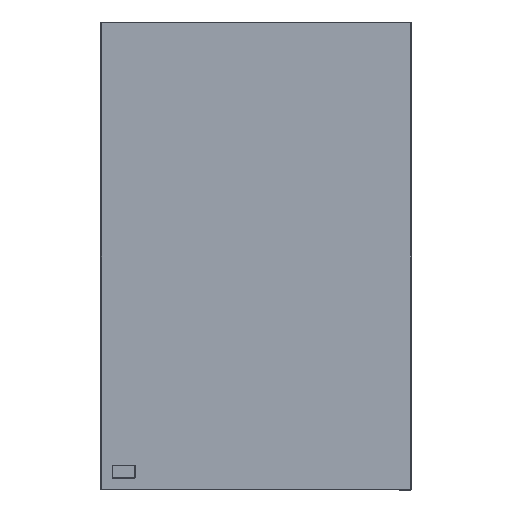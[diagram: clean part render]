
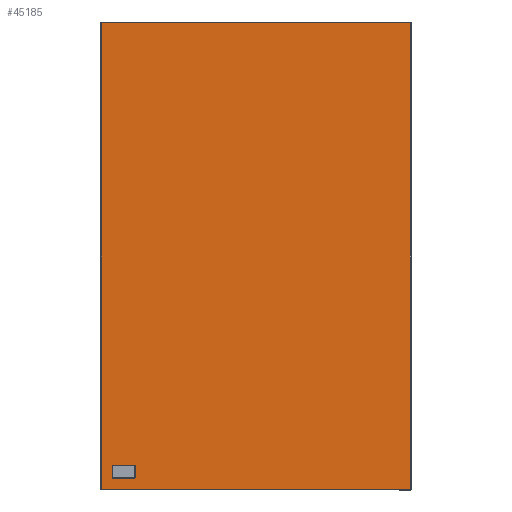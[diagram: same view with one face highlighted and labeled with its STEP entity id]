
A CAD part, left-side view. The second image highlights one B-rep face of the part: STEP entity #45185.
In plain terms, the highlighted planar face has unit normal (-1, 0, 0).
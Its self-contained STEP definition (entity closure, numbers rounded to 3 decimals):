
#44824=CARTESIAN_POINT('',(-820.695,3535.565,0.8));
#44825=VERTEX_POINT('',#44824);
#44826=CARTESIAN_POINT('',(-820.695,3937.302,0.8));
#44827=VERTEX_POINT('',#44826);
#44828=CARTESIAN_POINT('',(-820.695,3535.565,0.8));
#44829=DIRECTION('',(0.0,1.0,0.0));
#44830=VECTOR('',#44829,401.737);
#44831=LINE('',#44828,#44830);
#44832=EDGE_CURVE('',#44825,#44827,#44831,.T.);
#44864=CARTESIAN_POINT('',(-820.695,3937.633,1.131));
#44865=VERTEX_POINT('',#44864);
#44866=CARTESIAN_POINT('',(-820.695,3937.302,0.8));
#44867=DIRECTION('',(0.0,0.707,0.707));
#44868=VECTOR('',#44867,0.469);
#44869=LINE('',#44866,#44868);
#44870=EDGE_CURVE('',#44827,#44865,#44869,.T.);
#44895=CARTESIAN_POINT('',(-820.695,3937.633,608.369));
#44896=VERTEX_POINT('',#44895);
#44897=CARTESIAN_POINT('',(-820.695,3937.633,1.131));
#44898=DIRECTION('',(0.0,0.0,1.0));
#44899=VECTOR('',#44898,607.237);
#44900=LINE('',#44897,#44899);
#44901=EDGE_CURVE('',#44865,#44896,#44900,.T.);
#44935=CARTESIAN_POINT('',(-820.695,3937.302,608.7));
#44936=VERTEX_POINT('',#44935);
#44937=CARTESIAN_POINT('',(-820.695,3937.633,608.369));
#44938=DIRECTION('',(0.0,-0.707,0.707));
#44939=VECTOR('',#44938,0.469);
#44940=LINE('',#44937,#44939);
#44941=EDGE_CURVE('',#44896,#44936,#44940,.T.);
#44966=CARTESIAN_POINT('',(-820.695,3535.565,608.7));
#44967=VERTEX_POINT('',#44966);
#44968=CARTESIAN_POINT('',(-820.695,3937.302,608.7));
#44969=DIRECTION('',(0.0,-1.0,0.0));
#44970=VECTOR('',#44969,401.737);
#44971=LINE('',#44968,#44970);
#44972=EDGE_CURVE('',#44936,#44967,#44971,.T.);
#44997=CARTESIAN_POINT('',(-820.695,3535.233,608.369));
#44998=VERTEX_POINT('',#44997);
#44999=CARTESIAN_POINT('',(-820.695,3535.565,608.7));
#45000=DIRECTION('',(0.0,-0.707,-0.707));
#45001=VECTOR('',#45000,0.469);
#45002=LINE('',#44999,#45001);
#45003=EDGE_CURVE('',#44967,#44998,#45002,.T.);
#45028=CARTESIAN_POINT('',(-820.695,3535.233,1.131));
#45029=VERTEX_POINT('',#45028);
#45030=CARTESIAN_POINT('',(-820.695,3535.233,608.369));
#45031=DIRECTION('',(0.0,0.0,-1.0));
#45032=VECTOR('',#45031,607.237);
#45033=LINE('',#45030,#45032);
#45034=EDGE_CURVE('',#44998,#45029,#45033,.T.);
#45057=CARTESIAN_POINT('',(-820.695,3535.233,1.131));
#45058=DIRECTION('',(0.0,0.707,-0.707));
#45059=VECTOR('',#45058,0.469);
#45060=LINE('',#45057,#45059);
#45061=EDGE_CURVE('',#45029,#44825,#45060,.T.);
#45170=CARTESIAN_POINT('',(-820.695,3736.433,0.799));
#45171=DIRECTION('',(-1.0,0.0,0.0));
#45172=DIRECTION('',(0.0,0.0,1.0));
#45173=AXIS2_PLACEMENT_3D('',#45170,#45171,#45172);
#45174=PLANE('',#45173);
#45175=ORIENTED_EDGE('',*,*,#44832,.F.);
#45176=ORIENTED_EDGE('',*,*,#45061,.F.);
#45177=ORIENTED_EDGE('',*,*,#45034,.F.);
#45178=ORIENTED_EDGE('',*,*,#45003,.F.);
#45179=ORIENTED_EDGE('',*,*,#44972,.F.);
#45180=ORIENTED_EDGE('',*,*,#44941,.F.);
#45181=ORIENTED_EDGE('',*,*,#44901,.F.);
#45182=ORIENTED_EDGE('',*,*,#44870,.F.);
#45183=EDGE_LOOP('',(#45175,#45176,#45177,#45178,#45179,#45180,#45181,#45182));
#45184=FACE_OUTER_BOUND('',#45183,.T.);
#45185=ADVANCED_FACE('',(#45184),#45174,.T.);
